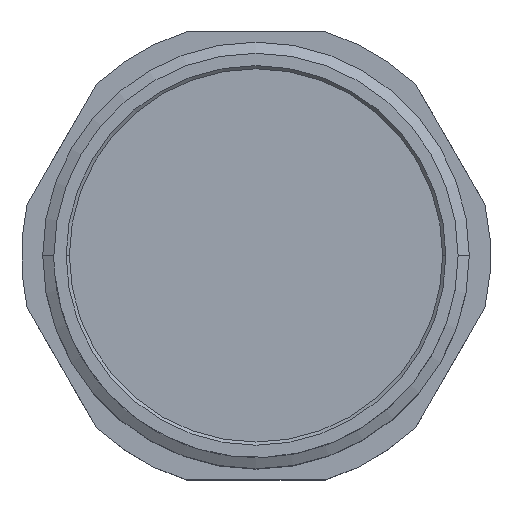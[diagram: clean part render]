
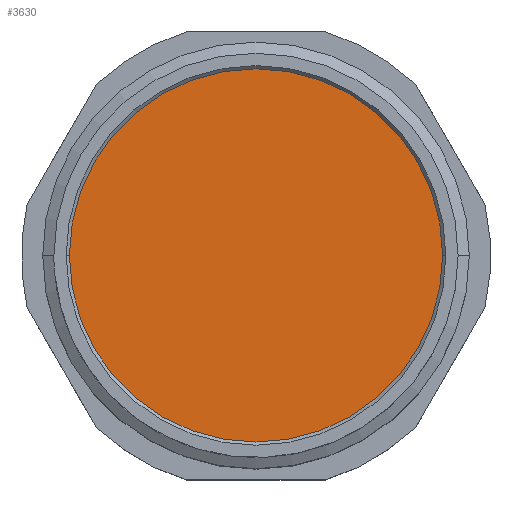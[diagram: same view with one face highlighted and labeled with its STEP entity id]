
A CAD part, top view. The second image highlights one B-rep face of the part: STEP entity #3630.
In plain terms, the highlighted planar face has unit normal (0, 0, 1).
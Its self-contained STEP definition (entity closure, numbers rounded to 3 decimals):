
#3430=CARTESIAN_POINT('',(47.,48.772,-0.3));
#3440=DIRECTION('',(0.,0.,1.));
#3450=DIRECTION('',(-1.,0.,0.));
#3460=AXIS2_PLACEMENT_3D('',#3430,#3440,#3450);
#3470=PLANE('',#3460);
#3480=CARTESIAN_POINT('',(47.,47.,-0.3));
#3490=DIRECTION('',(0.,0.,1.));
#3500=DIRECTION('',(1.,0.,0.));
#3510=AXIS2_PLACEMENT_3D('',#3480,#3490,#3500);
#3520=CIRCLE('',#3510,17.5);
#3530=CARTESIAN_POINT('',(29.5,47.,-0.3));
#3540=VERTEX_POINT('044784-1499145342-408d5ccb334c-0 2698864',#3530);
#3550=CARTESIAN_POINT('',(64.5,47.,-0.3));
#3560=VERTEX_POINT('',#3550);
#3570=EDGE_CURVE('044784-1499145342-408d5ccb334c-0 2693232',#3540,#3560,
#3520,.T.);
#3580=ORIENTED_EDGE('',*,*,#3570,.T.);
#3590=EDGE_CURVE('044784-1499145342-408d5ccb334c-0 2693232',#3560,#3540,
#3520,.T.);
#3600=ORIENTED_EDGE('',*,*,#3590,.T.);
#3610=EDGE_LOOP('',(#3600,#3580));
#3620=FACE_OUTER_BOUND('',#3610,.T.);
#3630=ADVANCED_FACE('044784-1499145342-408d5ccb334c-0 2692985',(#3620),
#3470,.T.);
